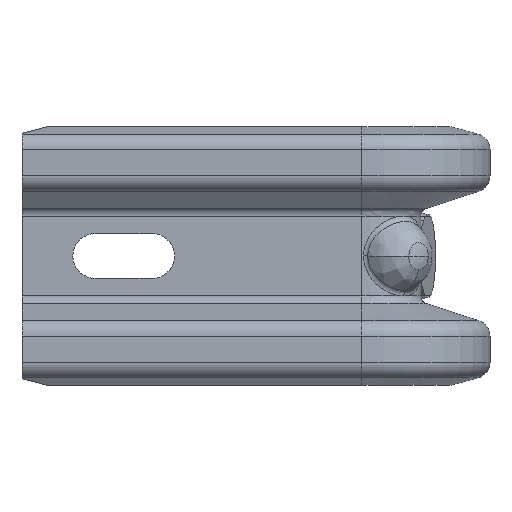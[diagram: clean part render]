
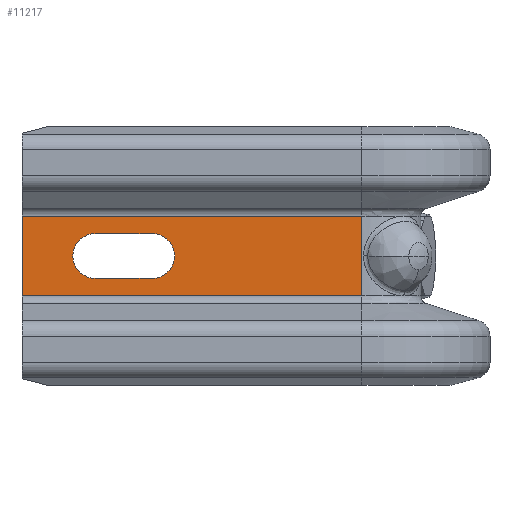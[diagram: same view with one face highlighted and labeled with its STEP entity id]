
A CAD part, left-side view. The second image highlights one B-rep face of the part: STEP entity #11217.
In plain terms, the highlighted planar face has unit normal (-1, 0, 0).
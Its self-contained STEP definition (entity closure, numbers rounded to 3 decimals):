
#1243=DIRECTION('',(0.,0.,1.));
#1244=VECTOR('',#1243,19.6);
#1245=CARTESIAN_POINT('',(-207.,115.,-9.8));
#1246=LINE('',#1245,#1244);
#1247=DIRECTION('',(0.,0.,1.));
#1248=VECTOR('',#1247,19.6);
#1249=CARTESIAN_POINT('',(-207.,31.5,-9.8));
#1250=LINE('',#1249,#1248);
#1251=DIRECTION('',(0.,1.,0.));
#1252=VECTOR('',#1251,83.5);
#1253=CARTESIAN_POINT('',(-207.,31.5,-9.8));
#1254=LINE('',#1253,#1252);
#1255=DIRECTION('',(0.,1.,0.));
#1256=VECTOR('',#1255,14.);
#1257=CARTESIAN_POINT('',(-207.,83.,5.5));
#1258=LINE('',#1257,#1256);
#1259=CARTESIAN_POINT('',(-207.,97.,0.));
#1260=DIRECTION('',(1.,0.,0.));
#1261=DIRECTION('',(0.,0.,-1.));
#1262=AXIS2_PLACEMENT_3D('',#1259,#1260,#1261);
#1264=DIRECTION('',(0.,-1.,0.));
#1265=VECTOR('',#1264,14.);
#1266=CARTESIAN_POINT('',(-207.,97.,-5.5));
#1267=LINE('',#1266,#1265);
#1268=CARTESIAN_POINT('',(-207.,83.,0.));
#1269=DIRECTION('',(1.,0.,0.));
#1270=DIRECTION('',(0.,0.,1.));
#1271=AXIS2_PLACEMENT_3D('',#1268,#1269,#1270);
#2227=DIRECTION('',(0.,1.,0.));
#2228=VECTOR('',#2227,83.5);
#2229=CARTESIAN_POINT('',(-207.,31.5,9.8));
#2230=LINE('',#2229,#2228);
#8088=CARTESIAN_POINT('',(-207.,31.5,-9.8));
#8089=VERTEX_POINT('',#8088);
#8090=CARTESIAN_POINT('',(-207.,31.5,9.8));
#8091=VERTEX_POINT('',#8090);
#8184=CARTESIAN_POINT('',(-207.,83.,5.5));
#8185=CARTESIAN_POINT('',(-207.,97.,5.5));
#8186=VERTEX_POINT('',#8184);
#8187=VERTEX_POINT('',#8185);
#8188=CARTESIAN_POINT('',(-207.,97.,-5.5));
#8189=VERTEX_POINT('',#8188);
#8190=CARTESIAN_POINT('',(-207.,83.,-5.5));
#8191=VERTEX_POINT('',#8190);
#9226=CARTESIAN_POINT('',(-207.,115.,-9.8));
#9227=VERTEX_POINT('',#9226);
#9228=CARTESIAN_POINT('',(-207.,115.,9.8));
#9229=VERTEX_POINT('',#9228);
#11193=CARTESIAN_POINT('',(-207.,31.5,-9.8));
#11194=DIRECTION('',(-1.,0.,0.));
#11195=DIRECTION('',(0.,0.,1.));
#11196=AXIS2_PLACEMENT_3D('',#11193,#11194,#11195);
#11197=PLANE('',#11196);
#11199=ORIENTED_EDGE('',*,*,#11198,.T.);
#11201=ORIENTED_EDGE('',*,*,#11200,.F.);
#11202=ORIENTED_EDGE('',*,*,#11168,.F.);
#11204=ORIENTED_EDGE('',*,*,#11203,.T.);
#11205=EDGE_LOOP('',(#11199,#11201,#11202,#11204));
#11206=FACE_OUTER_BOUND('',#11205,.F.);
#11208=ORIENTED_EDGE('',*,*,#11207,.T.);
#11210=ORIENTED_EDGE('',*,*,#11209,.F.);
#11212=ORIENTED_EDGE('',*,*,#11211,.T.);
#11214=ORIENTED_EDGE('',*,*,#11213,.F.);
#11215=EDGE_LOOP('',(#11208,#11210,#11212,#11214));
#11216=FACE_BOUND('',#11215,.F.);
#11217=ADVANCED_FACE('',(#11206,#11216),#11197,.T.);
#1263=CIRCLE('',#1262,5.5);
#1272=CIRCLE('',#1271,5.5);
#11168=EDGE_CURVE('',#8089,#8091,#1250,.T.);
#11198=EDGE_CURVE('',#9227,#9229,#1246,.T.);
#11200=EDGE_CURVE('',#8091,#9229,#2230,.T.);
#11203=EDGE_CURVE('',#8089,#9227,#1254,.T.);
#11207=EDGE_CURVE('',#8186,#8187,#1258,.T.);
#11209=EDGE_CURVE('',#8189,#8187,#1263,.T.);
#11211=EDGE_CURVE('',#8189,#8191,#1267,.T.);
#11213=EDGE_CURVE('',#8186,#8191,#1272,.T.);
